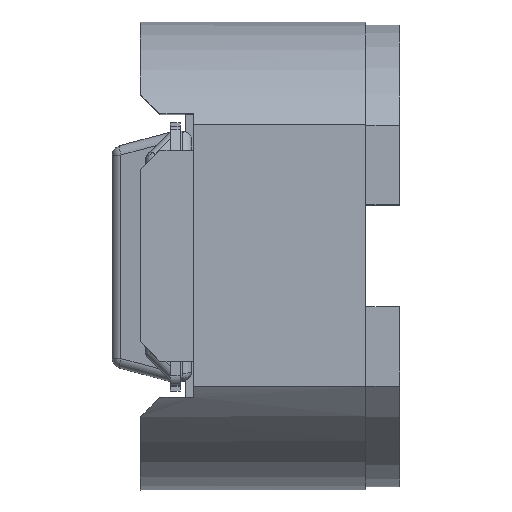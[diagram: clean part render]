
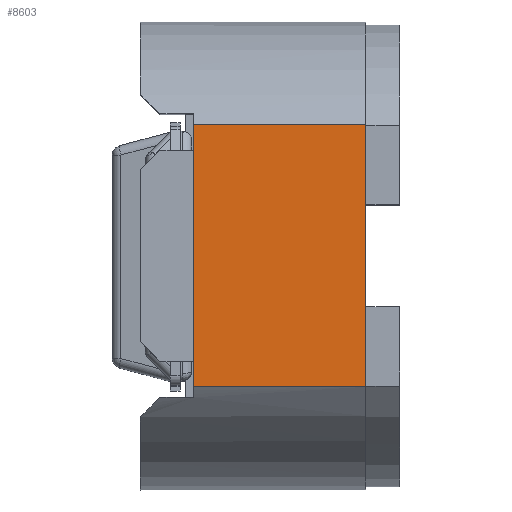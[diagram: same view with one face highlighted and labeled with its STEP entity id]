
A CAD part, top view. The second image highlights one B-rep face of the part: STEP entity #8603.
In plain terms, the highlighted planar face has unit normal (0, 0, 1).
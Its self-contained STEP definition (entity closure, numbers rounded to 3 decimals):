
#219=PLANE('',#9158);
#577=FACE_OUTER_BOUND('',#1086,.T.);
#1086=EDGE_LOOP('',(#6029,#6030,#6031,#6032));
#1625=LINE('',#12424,#2617);
#1640=LINE('',#12464,#2632);
#1641=LINE('',#12468,#2633);
#1642=LINE('',#12469,#2634);
#2617=VECTOR('',#9944,1.);
#2632=VECTOR('',#9987,1.);
#2633=VECTOR('',#9992,1.);
#2634=VECTOR('',#9993,1.);
#3820=VERTEX_POINT('',#12421);
#3821=VERTEX_POINT('',#12423);
#3832=VERTEX_POINT('',#12463);
#3833=VERTEX_POINT('',#12467);
#4673=EDGE_CURVE('',#3821,#3820,#1625,.T.);
#4693=EDGE_CURVE('',#3832,#3821,#1640,.T.);
#4695=EDGE_CURVE('',#3833,#3820,#1641,.T.);
#4696=EDGE_CURVE('',#3833,#3832,#1642,.T.);
#6029=ORIENTED_EDGE('',*,*,#4673,.T.);
#6030=ORIENTED_EDGE('',*,*,#4695,.F.);
#6031=ORIENTED_EDGE('',*,*,#4696,.T.);
#6032=ORIENTED_EDGE('',*,*,#4693,.T.);
#8603=ADVANCED_FACE('',(#577),#219,.T.);
#9158=AXIS2_PLACEMENT_3D('',#12466,#9990,#9991);
#9944=DIRECTION('',(0.,-1.,0.));
#9987=DIRECTION('',(-1.,0.,0.));
#9990=DIRECTION('center_axis',(0.,0.,
1.));
#9991=DIRECTION('ref_axis',(0.,1.,0.));
#9992=DIRECTION('',(-1.,0.,0.));
#9993=DIRECTION('',(0.,1.,0.));
#12421=CARTESIAN_POINT('',(0.38,-2.707,16.42));
#12423=CARTESIAN_POINT('',(0.38,2.707,16.42));
#12424=CARTESIAN_POINT('',(0.38,0.109,16.42));
#12463=CARTESIAN_POINT('',(3.93,2.707,16.42));
#12464=CARTESIAN_POINT('',(3.93,2.707,16.42));
#12466=CARTESIAN_POINT('Origin',(3.93,-2.707,16.42));
#12467=CARTESIAN_POINT('',(3.93,-2.707,16.42));
#12468=CARTESIAN_POINT('',(3.93,-2.707,16.42));
#12469=CARTESIAN_POINT('',(3.93,-2.707,16.42));
